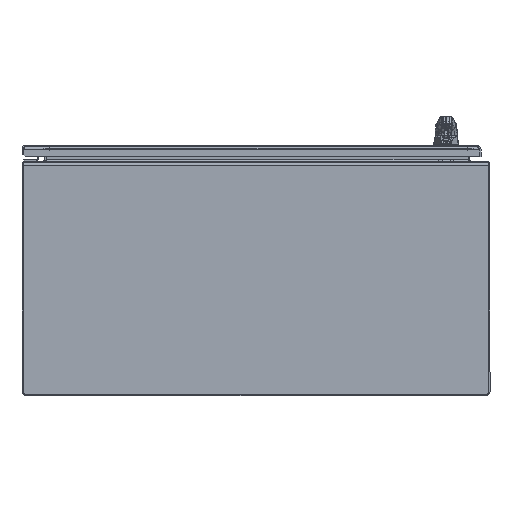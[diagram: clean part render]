
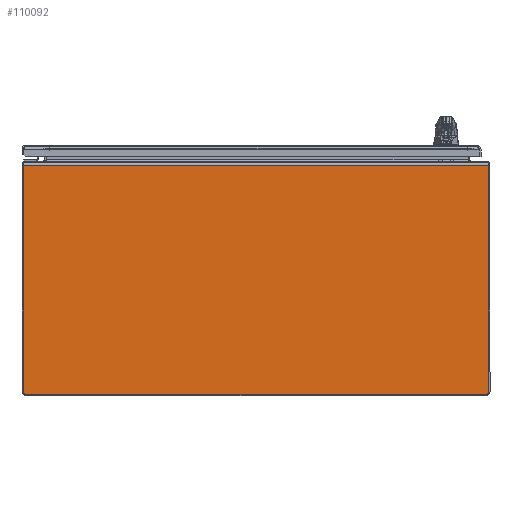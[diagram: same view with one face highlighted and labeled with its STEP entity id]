
A CAD part, front view. The second image highlights one B-rep face of the part: STEP entity #110092.
In plain terms, the highlighted planar face has unit normal (0, -1, 0).
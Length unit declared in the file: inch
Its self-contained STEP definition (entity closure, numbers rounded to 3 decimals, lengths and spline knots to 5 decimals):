
#1409 = CARTESIAN_POINT ( 'NONE',  ( 17.9585, -36.0625, -9.4265 ) ) ;
#2645 = EDGE_CURVE ( 'NONE', #224470, #96843, #102088, .T. ) ;
#15393 = CARTESIAN_POINT ( 'NONE',  ( 17.9585, -36.0625, -0.468 ) ) ;
#21372 = VECTOR ( 'NONE', #64703, 39.37008 ) ;
#29180 = PLANE ( 'NONE',  #110902 ) ;
#33679 = LINE ( 'NONE', #65452, #37827 ) ;
#33758 = DIRECTION ( 'NONE',  ( 0., -1., 0. ) ) ;
#37827 = VECTOR ( 'NONE', #176591, 39.37008 ) ;
#37919 = CARTESIAN_POINT ( 'NONE',  ( -17.9585, -36.0625, -9.4265 ) ) ;
#46866 = VECTOR ( 'NONE', #157021, 39.37008 ) ;
#48485 = CARTESIAN_POINT ( 'NONE',  ( 17.9585, -36.0625, 8.2405 ) ) ;
#49432 = EDGE_CURVE ( 'NONE', #70456, #135993, #33679, .T. ) ;
#50026 = EDGE_LOOP ( 'NONE', ( #71014, #111294, #168987, #117880 ) ) ;
#53138 = EDGE_CURVE ( 'NONE', #96843, #70456, #120687, .T. ) ;
#64703 = DIRECTION ( 'NONE',  ( 0., 0., 1. ) ) ;
#65452 = CARTESIAN_POINT ( 'NONE',  ( -17.9585, -36.0625, -0.468 ) ) ;
#68988 = DIRECTION ( 'NONE',  ( 0., 0., 1. ) ) ;
#70456 = VERTEX_POINT ( 'NONE', #89993 ) ;
#71014 = ORIENTED_EDGE ( 'NONE', *, *, #173779, .T. ) ;
#85576 = CARTESIAN_POINT ( 'NONE',  ( 0., -36.0625, 8.2405 ) ) ;
#86950 = DIRECTION ( 'NONE',  ( 1., 0., 0. ) ) ;
#89993 = CARTESIAN_POINT ( 'NONE',  ( -17.9585, -36.0625, 8.2405 ) ) ;
#96843 = VERTEX_POINT ( 'NONE', #48485 ) ;
#102088 = LINE ( 'NONE', #15393, #21372 ) ;
#102923 = FACE_OUTER_BOUND ( 'NONE', #50026, .T. ) ;
#110092 = ADVANCED_FACE ( 'NONE', ( #102923 ), #29180, .T. ) ;
#110902 = AXIS2_PLACEMENT_3D ( 'NONE', #156824, #33758, #68988 ) ;
#111294 = ORIENTED_EDGE ( 'NONE', *, *, #2645, .T. ) ;
#117880 = ORIENTED_EDGE ( 'NONE', *, *, #49432, .T. ) ;
#120687 = LINE ( 'NONE', #85576, #46866 ) ;
#131625 = VECTOR ( 'NONE', #86950, 39.37008 ) ;
#135993 = VERTEX_POINT ( 'NONE', #37919 ) ;
#156824 = CARTESIAN_POINT ( 'NONE',  ( 0., -36.0625, -0.468 ) ) ;
#157021 = DIRECTION ( 'NONE',  ( -1., 0., 0. ) ) ;
#168987 = ORIENTED_EDGE ( 'NONE', *, *, #53138, .T. ) ;
#173779 = EDGE_CURVE ( 'NONE', #135993, #224470, #228597, .T. ) ;
#176591 = DIRECTION ( 'NONE',  ( 0., 0., -1. ) ) ;
#193470 = CARTESIAN_POINT ( 'NONE',  ( 0., -36.0625, -9.4265 ) ) ;
#224470 = VERTEX_POINT ( 'NONE', #1409 ) ;
#228597 = LINE ( 'NONE', #193470, #131625 ) ;
